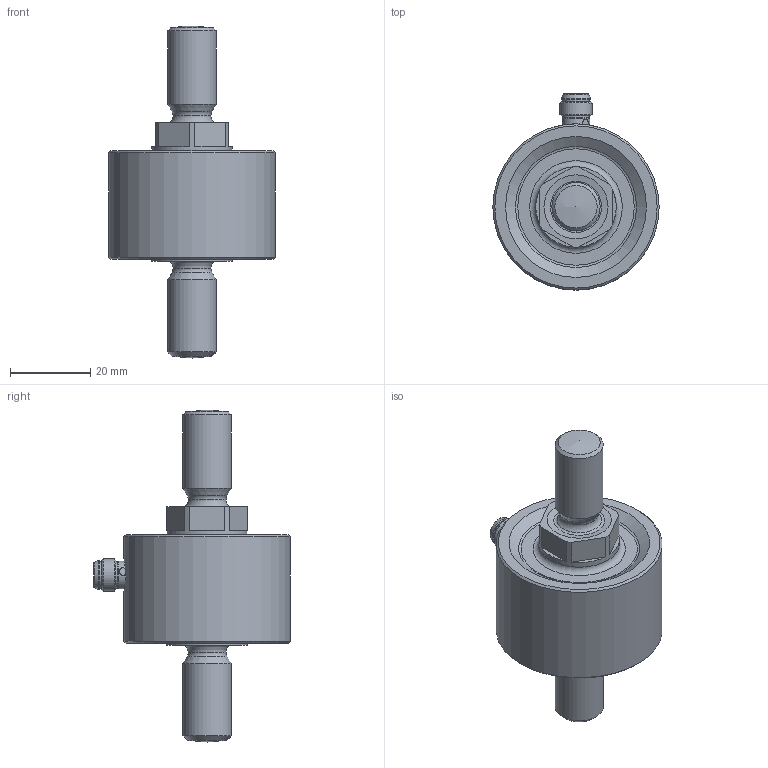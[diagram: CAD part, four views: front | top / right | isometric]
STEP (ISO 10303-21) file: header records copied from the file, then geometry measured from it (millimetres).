
FILE_DESCRIPTION( ( 'Unknown' ), '1' );
FILE_NAME( 'D0001001040-DLM40-IN.xxx.TP3.C4.stp', 'Unknown', ( 'Unknown' ), ( 'Unknown' ), 'PSStep 19.0.9', 'Unknown', ' ' );
FILE_SCHEMA( ( 'AUTOMOTIVE_DESIGN { 1 0 10303 214 1 1 1 1 }' ) );
Length unit declared in the file: millimetre
Products named in the file (1): 11216071
Bounding box: 41.3 x 48.8 x 82.5 mm (x, y, z)
Volume: 42138.9 mm3; surface area: 9195.9 mm2
Topology: 1 solids, 1 shells, 94 faces, 218 edges, 134 vertices
Faces by surface type: cylinder 35, plane 27, cone 18, torus 8, sphere 6
Full cylindrical faces by diameter (mm): 1 x4, 5 x4, 5.8 x1, 6.4 x1, 6.6 x2, 6.9 x1, 7.2 x1, 8 x2, 9.4 x2, 12 x2, 20 x2, 41.3 x1
Entity records: 3409 total; most frequent: CARTESIAN_POINT 500, DIRECTION 390, ORIENTED_EDGE 250, PRESENTATION_STYLE_ASSIGNMENT 184, COLOUR_RGB 184, AXIS2_PLACEMENT_3D 183, EDGE_LOOP 162, STYLED_ITEM 143
